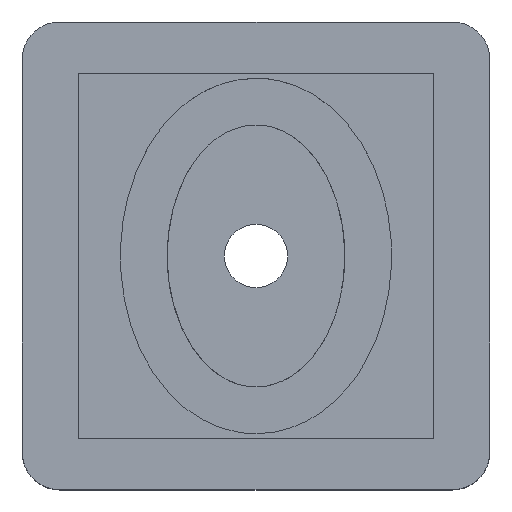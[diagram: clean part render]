
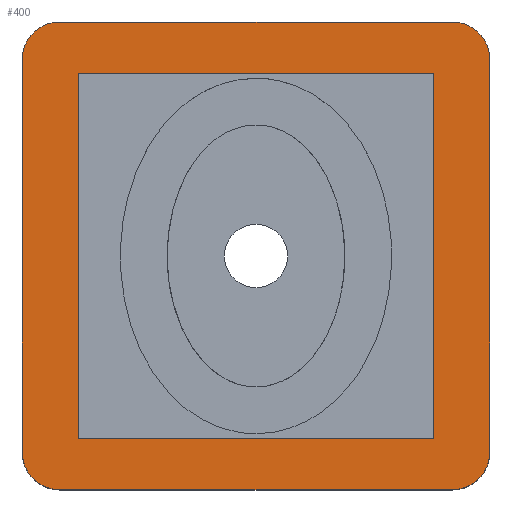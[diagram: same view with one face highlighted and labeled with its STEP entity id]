
A CAD part, top view. The second image highlights one B-rep face of the part: STEP entity #400.
In plain terms, the highlighted planar face has unit normal (0, 0, 1).
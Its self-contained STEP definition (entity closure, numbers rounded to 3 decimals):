
#2 = VECTOR ( 'NONE', #373, 1000. ) ;
#17 = LINE ( 'NONE', #1048, #920 ) ;
#27 = FACE_OUTER_BOUND ( 'NONE', #204, .T. ) ;
#35 = VECTOR ( 'NONE', #785, 1000. ) ;
#43 = VERTEX_POINT ( 'NONE', #781 ) ;
#44 = CARTESIAN_POINT ( 'NONE',  ( 9.5, -9.75, 4. ) ) ;
#49 = AXIS2_PLACEMENT_3D ( 'NONE', #366, #980, #1060 ) ;
#67 = DIRECTION ( 'NONE',  ( 1., 0., 0. ) ) ;
#91 = LINE ( 'NONE', #576, #393 ) ;
#94 = CARTESIAN_POINT ( 'NONE',  ( 9.5, 9.75, 4. ) ) ;
#98 = CARTESIAN_POINT ( 'NONE',  ( -9.5, -9.75, 4. ) ) ;
#109 = VERTEX_POINT ( 'NONE', #596 ) ;
#110 = VERTEX_POINT ( 'NONE', #230 ) ;
#123 = DIRECTION ( 'NONE',  ( 0., 1., 0. ) ) ;
#173 = CIRCLE ( 'NONE', #779, 2. ) ;
#186 = DIRECTION ( 'NONE',  ( 1., 0., 0. ) ) ;
#190 = VECTOR ( 'NONE', #933, 1000. ) ;
#198 = EDGE_CURVE ( 'NONE', #109, #1007, #752, .T. ) ;
#204 = EDGE_LOOP ( 'NONE', ( #458, #591, #542, #344, #667, #472, #442, #388 ) ) ;
#210 = VECTOR ( 'NONE', #1044, 1000. ) ;
#220 = ORIENTED_EDGE ( 'NONE', *, *, #671, .F. ) ;
#226 = AXIS2_PLACEMENT_3D ( 'NONE', #524, #744, #1091 ) ;
#228 = DIRECTION ( 'NONE',  ( 0., 0., 1. ) ) ;
#230 = CARTESIAN_POINT ( 'NONE',  ( -12.5, -10.5, 4. ) ) ;
#240 = CARTESIAN_POINT ( 'NONE',  ( 12.5, -10.5, 4. ) ) ;
#258 = CARTESIAN_POINT ( 'NONE',  ( 12.5, 10.5, 4. ) ) ;
#273 = CARTESIAN_POINT ( 'NONE',  ( -12.5, -12.5, 4. ) ) ;
#279 = EDGE_CURVE ( 'NONE', #777, #109, #838, .T. ) ;
#286 = LINE ( 'NONE', #673, #452 ) ;
#299 = FACE_BOUND ( 'NONE', #1136, .T. ) ;
#315 = CARTESIAN_POINT ( 'NONE',  ( -10.5, -10.5, 4. ) ) ;
#332 = CARTESIAN_POINT ( 'NONE',  ( 10.5, 10.5, 4. ) ) ;
#344 = ORIENTED_EDGE ( 'NONE', *, *, #198, .T. ) ;
#355 = EDGE_CURVE ( 'NONE', #506, #43, #423, .T. ) ;
#358 = VERTEX_POINT ( 'NONE', #94 ) ;
#366 = CARTESIAN_POINT ( 'NONE',  ( -10.5, 10.5, 4. ) ) ;
#372 = LINE ( 'NONE', #530, #1051 ) ;
#373 = DIRECTION ( 'NONE',  ( 1., 0., 0. ) ) ;
#386 = ORIENTED_EDGE ( 'NONE', *, *, #1023, .F. ) ;
#388 = ORIENTED_EDGE ( 'NONE', *, *, #355, .T. ) ;
#393 = VECTOR ( 'NONE', #123, 1000. ) ;
#400 = ADVANCED_FACE ( 'NONE', ( #27, #299 ), #448, .T. ) ;
#403 = ORIENTED_EDGE ( 'NONE', *, *, #571, .F. ) ;
#416 = CARTESIAN_POINT ( 'NONE',  ( -12.5, 12.5, 4. ) ) ;
#423 = CIRCLE ( 'NONE', #49, 2. ) ;
#442 = ORIENTED_EDGE ( 'NONE', *, *, #954, .T. ) ;
#443 = DIRECTION ( 'NONE',  ( 0., -1., 0. ) ) ;
#448 = PLANE ( 'NONE',  #226 ) ;
#452 = VECTOR ( 'NONE', #1107, 1000. ) ;
#454 = LINE ( 'NONE', #416, #210 ) ;
#458 = ORIENTED_EDGE ( 'NONE', *, *, #1011, .T. ) ;
#466 = CARTESIAN_POINT ( 'NONE',  ( 10.5, -10.5, 4. ) ) ;
#472 = ORIENTED_EDGE ( 'NONE', *, *, #941, .T. ) ;
#488 = DIRECTION ( 'NONE',  ( 1., 0., 0. ) ) ;
#506 = VERTEX_POINT ( 'NONE', #515 ) ;
#513 = DIRECTION ( 'NONE',  ( -1., 0., 0. ) ) ;
#515 = CARTESIAN_POINT ( 'NONE',  ( -10.5, 12.5, 4. ) ) ;
#524 = CARTESIAN_POINT ( 'NONE',  ( 0., 0., 4. ) ) ;
#530 = CARTESIAN_POINT ( 'NONE',  ( -9.5, -9.75, 4. ) ) ;
#542 = ORIENTED_EDGE ( 'NONE', *, *, #279, .T. ) ;
#571 = EDGE_CURVE ( 'NONE', #831, #589, #372, .T. ) ;
#576 = CARTESIAN_POINT ( 'NONE',  ( 12.5, 12.5, 4. ) ) ;
#589 = VERTEX_POINT ( 'NONE', #98 ) ;
#591 = ORIENTED_EDGE ( 'NONE', *, *, #1098, .T. ) ;
#593 = VERTEX_POINT ( 'NONE', #258 ) ;
#596 = CARTESIAN_POINT ( 'NONE',  ( 10.5, -12.5, 4. ) ) ;
#618 = CARTESIAN_POINT ( 'NONE',  ( 9.5, -9.75, 4. ) ) ;
#640 = DIRECTION ( 'NONE',  ( 0., 0., 1. ) ) ;
#667 = ORIENTED_EDGE ( 'NONE', *, *, #730, .T. ) ;
#671 = EDGE_CURVE ( 'NONE', #589, #997, #1110, .T. ) ;
#673 = CARTESIAN_POINT ( 'NONE',  ( 9.5, -9.75, 4. ) ) ;
#730 = EDGE_CURVE ( 'NONE', #1007, #593, #91, .T. ) ;
#744 = DIRECTION ( 'NONE',  ( 0., 0., 1. ) ) ;
#752 = CIRCLE ( 'NONE', #1090, 2. ) ;
#761 = ORIENTED_EDGE ( 'NONE', *, *, #1055, .F. ) ;
#777 = VERTEX_POINT ( 'NONE', #1022 ) ;
#779 = AXIS2_PLACEMENT_3D ( 'NONE', #332, #1140, #67 ) ;
#781 = CARTESIAN_POINT ( 'NONE',  ( -12.5, 10.5, 4. ) ) ;
#785 = DIRECTION ( 'NONE',  ( -1., 0., 0. ) ) ;
#831 = VERTEX_POINT ( 'NONE', #1027 ) ;
#834 = AXIS2_PLACEMENT_3D ( 'NONE', #315, #228, #488 ) ;
#838 = LINE ( 'NONE', #273, #2 ) ;
#861 = CARTESIAN_POINT ( 'NONE',  ( -12.5, 12.5, 4. ) ) ;
#920 = VECTOR ( 'NONE', #513, 1000. ) ;
#927 = CIRCLE ( 'NONE', #834, 2. ) ;
#933 = DIRECTION ( 'NONE',  ( 1., 0., 0. ) ) ;
#941 = EDGE_CURVE ( 'NONE', #593, #1116, #173, .T. ) ;
#954 = EDGE_CURVE ( 'NONE', #1116, #506, #1014, .T. ) ;
#980 = DIRECTION ( 'NONE',  ( 0., 0., 1. ) ) ;
#997 = VERTEX_POINT ( 'NONE', #618 ) ;
#1007 = VERTEX_POINT ( 'NONE', #240 ) ;
#1011 = EDGE_CURVE ( 'NONE', #43, #110, #454, .T. ) ;
#1014 = LINE ( 'NONE', #861, #35 ) ;
#1022 = CARTESIAN_POINT ( 'NONE',  ( -10.5, -12.5, 4. ) ) ;
#1023 = EDGE_CURVE ( 'NONE', #358, #831, #17, .T. ) ;
#1027 = CARTESIAN_POINT ( 'NONE',  ( -9.5, 9.75, 4. ) ) ;
#1042 = CARTESIAN_POINT ( 'NONE',  ( 10.5, 12.5, 4. ) ) ;
#1044 = DIRECTION ( 'NONE',  ( 0., -1., 0. ) ) ;
#1048 = CARTESIAN_POINT ( 'NONE',  ( 9.5, 9.75, 4. ) ) ;
#1051 = VECTOR ( 'NONE', #443, 1000. ) ;
#1055 = EDGE_CURVE ( 'NONE', #997, #358, #286, .T. ) ;
#1060 = DIRECTION ( 'NONE',  ( 1., 0., 0. ) ) ;
#1090 = AXIS2_PLACEMENT_3D ( 'NONE', #466, #640, #186 ) ;
#1091 = DIRECTION ( 'NONE',  ( 1., 0., 0. ) ) ;
#1098 = EDGE_CURVE ( 'NONE', #110, #777, #927, .T. ) ;
#1107 = DIRECTION ( 'NONE',  ( 0., 1., 0. ) ) ;
#1110 = LINE ( 'NONE', #44, #190 ) ;
#1116 = VERTEX_POINT ( 'NONE', #1042 ) ;
#1136 = EDGE_LOOP ( 'NONE', ( #386, #761, #220, #403 ) ) ;
#1140 = DIRECTION ( 'NONE',  ( 0., 0., 1. ) ) ;
